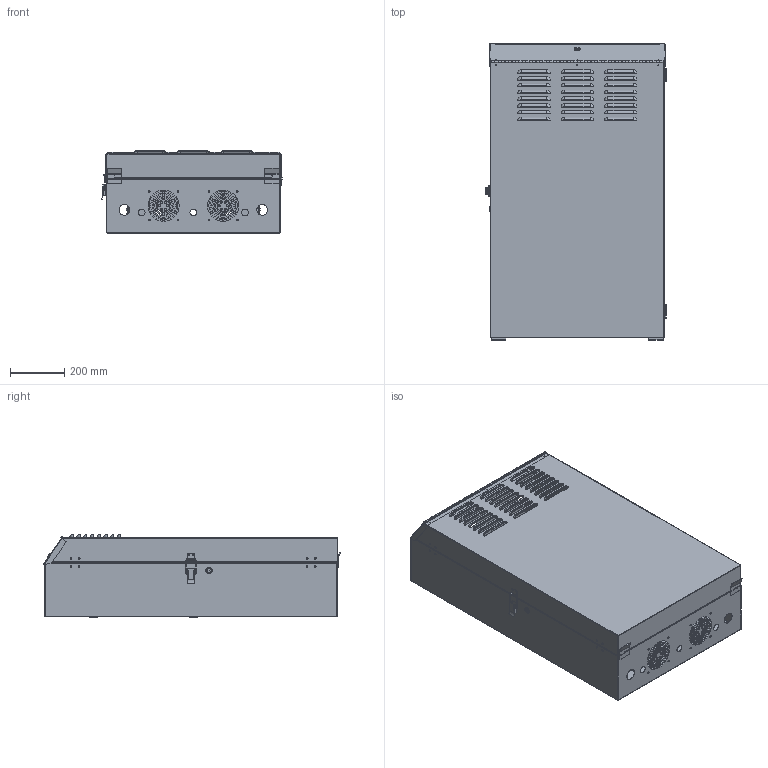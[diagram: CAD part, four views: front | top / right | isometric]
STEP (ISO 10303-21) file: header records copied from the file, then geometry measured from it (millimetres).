
FILE_DESCRIPTION (( 'STEP AP214' ), '1' );
FILE_NAME ('SMC-F6U900-WT_3D.step', '2024-03-04T16:54:21', ( '' ), ( '' ), 'SwSTEP 2.0', 'SolidWorks 2022', '' );
FILE_SCHEMA (( 'AUTOMOTIVE_DESIGN' ));
Length unit declared in the file: inch
Products named in the file (31): SM_MNT BRKT, RH, 6U X 17.06 HT; SM_LATCH PLATE; SM_BACK_SUPPORT; SM_PATCH-BRKT-L; SM_2U HINGE; SM_WT-9900A-20; SM_HINGE ROD; SM_607-1B; SM_26in HINGE ASSY; SM_3U-PATCH-BRKT-L; SM_LOCK PLATE; SM_LOCK MECHANISM; SM_M5-1N; SM_ENCLOSURE BASE ASSY, 6U X 36 X 26; SM_SRW12USNEMA_NEW_LOCK_PLATE-2013; SMC-F6U900-WT_3D; SM_MNT BRKT, LH, 6U X 17.06 HT; SM_MNT RAIL, HORIZONTAL, 6U; SM_DOOR, 6U X 36 X 26; SM_LATCH ASSY, 2U; SM_3U-PATCH-BRKT-R; SM_CABINET-TOP-FRNTDR; SM_607-1A; SM_LOCK CAM, TOP PANEL DOOR; SM_PATCH-BRKT-R; SM_ENCLOSURE BASE, 6U X 36 X 26; SM_HINGE LEAVE; SM_LEAD_IN; SM_WT-9900A-20_ASM; SM_DOOR ASSY, 6U X 36 X 26; SM_LOCK ASSY, 5U TOP PANEL DOOR
Assembly tree (54 placements, depth 4):
  SMC-F6U900-WT_3D
    SM_DOOR ASSY, 6U X 36 X 26
      SM_DOOR, 6U X 36 X 26
      SM_CABINET-TOP-FRNTDR
      SM_LATCH PLATE
      SM_26in HINGE ASSY
        SM_HINGE ROD
        SM_HINGE LEAVE  x2
      SM_LOCK ASSY, 5U TOP PANEL DOOR
        SM_LOCK MECHANISM
        SM_LOCK CAM, TOP PANEL DOOR
    SM_ENCLOSURE BASE ASSY, 6U X 36 X 26
      SM_ENCLOSURE BASE, 6U X 36 X 26
      SM_LOCK PLATE
      SM_BACK_SUPPORT  x2
      SM_PATCH-BRKT-L
      SM_3U-PATCH-BRKT-L
      SM_MNT RAIL, HORIZONTAL, 6U  x2
      SM_MNT BRKT, LH, 6U X 17.06 HT
      SM_LATCH ASSY, 2U
        SM_607-1A
        SM_607-1B
      SM_WT-9900A-20_ASM
        SM_WT-9900A-20
        SM_SRW12USNEMA_NEW_LOCK_PLATE-2013
      SM_LEAD_IN  x2
      SM_M5-1N  x20
      SM_PATCH-BRKT-R
      SM_3U-PATCH-BRKT-R
      SM_2U HINGE  x2
      SM_MNT BRKT, RH, 6U X 17.06 HT
Bounding box: 666.81 x 1096.3 x 304.39 mm (x, y, z)
Volume: 4411688.4 mm3; surface area: 5803052.6 mm2
Topology: 46 solids, 57 shells, 2846 faces, 8019 edges, 5288 vertices
Faces by surface type: cylinder 1614, plane 1066, bspline 161, cone 4, sphere 1
Entity records: 120287 total; most frequent: CARTESIAN_POINT 35927, ORIENTED_EDGE 12671, DIRECTION 11780, EDGE_CURVE 6375, AXIS2_PLACEMENT_3D 4258, VERTEX_POINT 4190, LINE 3264, VECTOR 3264
